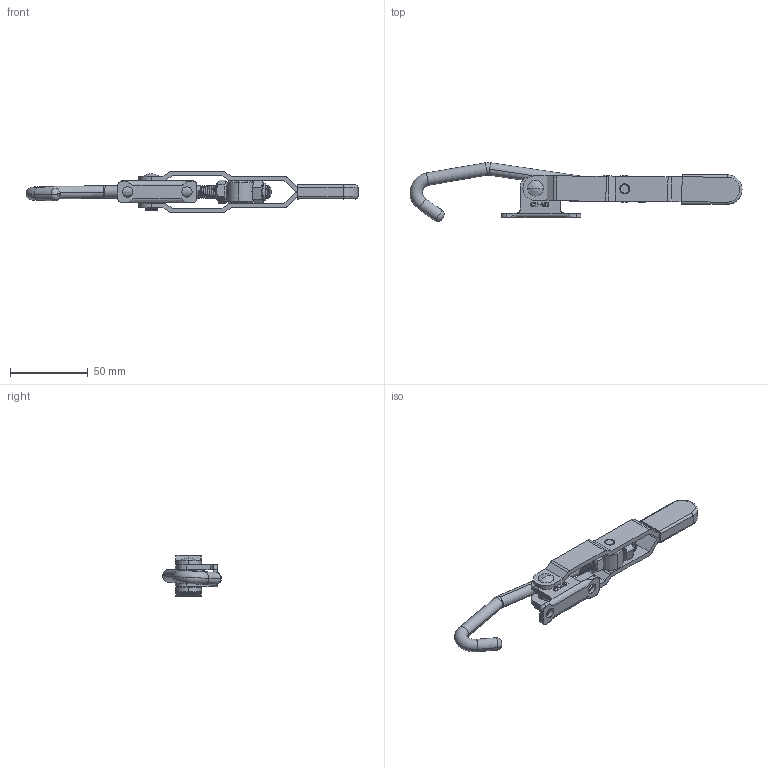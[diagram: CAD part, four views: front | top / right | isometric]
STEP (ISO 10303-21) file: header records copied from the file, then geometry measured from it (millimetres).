
FILE_DESCRIPTION (( 'STEP AP203' ), '1' );
FILE_NAME ('CH-452.STEP', '2010-06-07T12:29:32', ( '微软用户' ), ( '微软中国' ), 'SwSTEP 2.0', 'SolidWorks 2008', '' );
FILE_SCHEMA (( 'CONFIG_CONTROL_DESIGN' ));
Length unit declared in the file: millimetre
Products named in the file (9): 451-04_默认; M8_默认; 451-02_默认; CH-452; 452-01_默认; 451-03_默认; 451-06_默认; 451-05_默认; M8防松_默认
Assembly tree (8 placements, depth 2):
  CH-452
    452-01_默认
    451-05_默认
    M8_默认
    451-02_默认
    451-06_默认
    M8防松_默认
    451-03_默认
    451-04_默认
Bounding box: 212.9 x 37.73 x 26.8 mm (x, y, z)
Volume: 34422.1 mm3; surface area: 24009.8 mm2
Topology: 8 solids, 8 shells, 604 faces, 1635 edges, 1072 vertices
Faces by surface type: plane 218, cylinder 170, bspline 169, cone 31, torus 16
Entity records: 30339 total; most frequent: CARTESIAN_POINT 15793, ORIENTED_EDGE 3262, DIRECTION 2168, EDGE_CURVE 1631, VERTEX_POINT 1072, VECTOR 856, LINE 856, EDGE_LOOP 657
